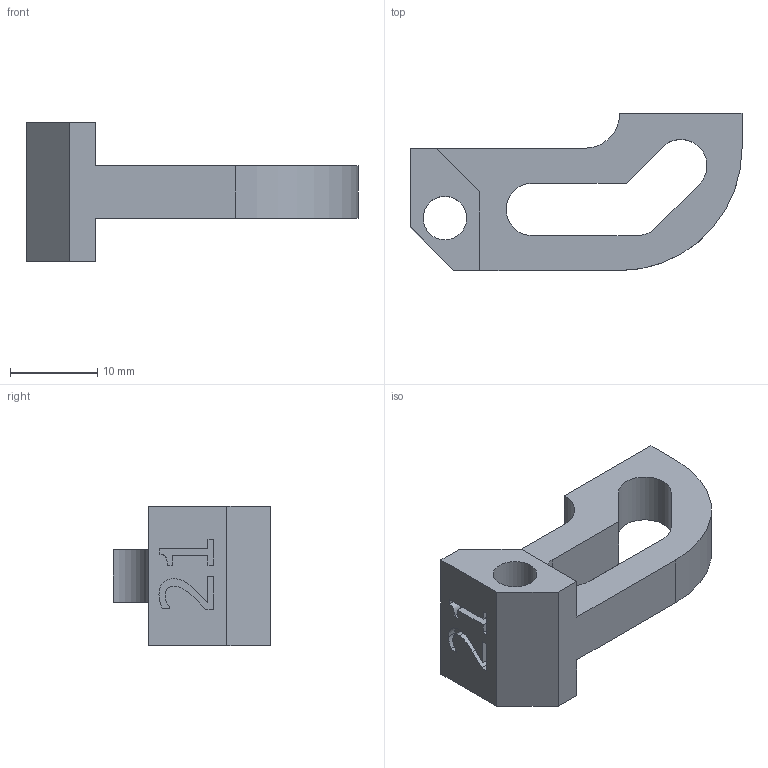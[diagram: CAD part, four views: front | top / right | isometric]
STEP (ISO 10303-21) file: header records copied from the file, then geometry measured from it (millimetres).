
FILE_DESCRIPTION(/* description */ (''),/* implementation_level */ '2;1');
FILE_NAME(/* name */ '1번부품.stp',/* time_stamp */ '2021-09-04T12:31:15+09:00',/* author */ ('서울공업고등학교'),/* organization */ (''),/* preprocessor_version */ 'ST-DEVELOPER v18.1',/* originating_system */ 'Autodesk Inventor 2022',/* authorisation */ '');
FILE_SCHEMA (('AUTOMOTIVE_DESIGN { 1 0 10303 214 3 1 1 }'));
Length unit declared in the file: millimetre
Products named in the file (1): 1번부품
Bounding box: 38 x 18 x 16 mm (x, y, z)
Volume: 2906.2 mm3; surface area: 2377.9 mm2
Topology: 1 solids, 1 shells, 54 faces, 150 edges, 100 vertices
Faces by surface type: plane 36, bspline 12, cylinder 6
Full cylindrical faces by diameter (mm): 5 x1
Entity records: 1827 total; most frequent: CARTESIAN_POINT 461, ORIENTED_EDGE 300, DIRECTION 224, EDGE_CURVE 150, LINE 114, VECTOR 114, VERTEX_POINT 100, EDGE_LOOP 60
